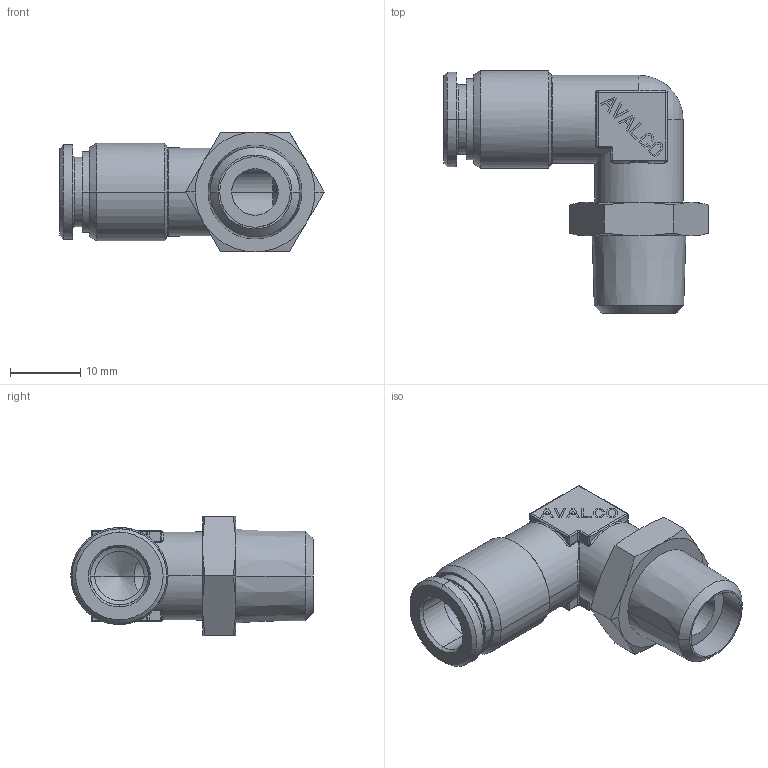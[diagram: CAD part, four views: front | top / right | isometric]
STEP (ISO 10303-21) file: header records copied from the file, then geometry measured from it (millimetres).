
FILE_DESCRIPTION(('CATIA V5 STEP Exchange'),'2;1');
FILE_NAME('PR505B-08R14.stp','2018-04-14T14:52:50+00:00',('none'),('none'),'CATIA Version 5 Release 21 GA (IN-10)','CATIA V5 STEP AP203','none');
FILE_SCHEMA(('CONFIG_CONTROL_DESIGN'));
Length unit declared in the file: millimetre
Products named in the file (1): PR505B-08R14
Bounding box: 37.52 x 34.4 x 17 mm (x, y, z)
Volume: 5284.6 mm3; surface area: 4422 mm2
Topology: 1 solids, 1 shells, 419 faces, 1046 edges, 652 vertices
Faces by surface type: plane 259, cylinder 60, cone 42, torus 24, bspline 18, sphere 16
Entity records: 13463 total; most frequent: CARTESIAN_POINT 4067, ORIENTED_EDGE 2084, DIRECTION 1621, EDGE_CURVE 1042, VECTOR 746, LINE 746, VERTEX_POINT 652, AXIS2_PLACEMENT_3D 517
